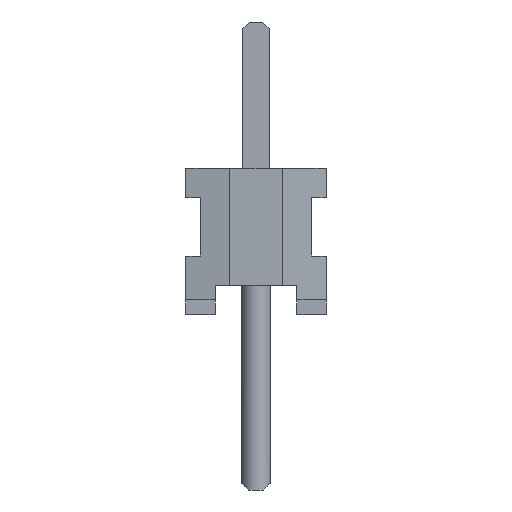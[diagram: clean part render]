
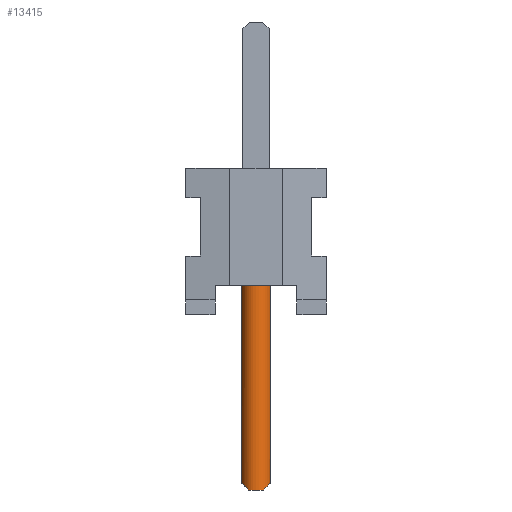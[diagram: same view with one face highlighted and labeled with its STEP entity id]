
A CAD part, left-side view. The second image highlights one B-rep face of the part: STEP entity #13415.
In plain terms, the highlighted cylindrical face has radius 0.254 mm (diameter 0.508 mm), a full revolution.
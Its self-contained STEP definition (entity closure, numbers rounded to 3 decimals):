
#12521 = EDGE_CURVE('',#12522,#12524,#12526,.T.);
#12522 = VERTEX_POINT('',#12523);
#12523 = CARTESIAN_POINT('',(-5.969,0.,1.27));
#12524 = VERTEX_POINT('',#12525);
#12525 = CARTESIAN_POINT('',(-5.495,0.127,1.27));
#12526 = CIRCLE('',#12527,0.254);
#12527 = AXIS2_PLACEMENT_3D('',#12528,#12529,#12530);
#12528 = CARTESIAN_POINT('',(-5.715,0.,1.27));
#12529 = DIRECTION('',(0.,0.,1.));
#12530 = DIRECTION('',(1.,0.,0.));
#12532 = EDGE_CURVE('',#12524,#12522,#12533,.T.);
#12533 = CIRCLE('',#12534,0.254);
#12534 = AXIS2_PLACEMENT_3D('',#12535,#12536,#12537);
#12535 = CARTESIAN_POINT('',(-5.715,0.,1.27));
#12536 = DIRECTION('',(0.,0.,1.));
#12537 = DIRECTION('',(1.,0.,0.));
#13415 = ADVANCED_FACE('',(#13416),#13462,.T.);
#13416 = FACE_BOUND('',#13417,.T.);
#13417 = EDGE_LOOP('',(#13418,#13419,#13426,#13435,#13444,#13453,#13460,
    #13461));
#13418 = ORIENTED_EDGE('',*,*,#12532,.F.);
#13419 = ORIENTED_EDGE('',*,*,#13420,.T.);
#13420 = EDGE_CURVE('',#12524,#13421,#13423,.T.);
#13421 = VERTEX_POINT('',#13422);
#13422 = CARTESIAN_POINT('',(-5.495,0.127,-3.048));
#13423 = B_SPLINE_CURVE_WITH_KNOTS('',1,(#13424,#13425),.UNSPECIFIED.,
  .F.,.F.,(2,2),(0.,4.318),.PIECEWISE_BEZIER_KNOTS.);
#13424 = CARTESIAN_POINT('',(-5.495,0.127,1.27));
#13425 = CARTESIAN_POINT('',(-5.495,0.127,-3.048));
#13426 = ORIENTED_EDGE('',*,*,#13427,.T.);
#13427 = EDGE_CURVE('',#13421,#13428,#13430,.T.);
#13428 = VERTEX_POINT('',#13429);
#13429 = CARTESIAN_POINT('',(-5.935,0.127,-3.048));
#13430 = ELLIPSE('',#13431,0.359,0.254);
#13431 = AXIS2_PLACEMENT_3D('',#13432,#13433,#13434);
#13432 = CARTESIAN_POINT('',(-5.715,0.,-3.175));
#13433 = DIRECTION('',(0.,-0.707,0.707));
#13434 = DIRECTION('',(0.,-0.707,-0.707));
#13435 = ORIENTED_EDGE('',*,*,#13436,.T.);
#13436 = EDGE_CURVE('',#13428,#13437,#13439,.T.);
#13437 = VERTEX_POINT('',#13438);
#13438 = CARTESIAN_POINT('',(-5.935,-0.127,-3.048));
#13439 = CIRCLE('',#13440,0.254);
#13440 = AXIS2_PLACEMENT_3D('',#13441,#13442,#13443);
#13441 = CARTESIAN_POINT('',(-5.715,0.,-3.048));
#13442 = DIRECTION('',(0.,0.,1.));
#13443 = DIRECTION('',(0.,-1.,0.));
#13444 = ORIENTED_EDGE('',*,*,#13445,.T.);
#13445 = EDGE_CURVE('',#13437,#13446,#13448,.T.);
#13446 = VERTEX_POINT('',#13447);
#13447 = CARTESIAN_POINT('',(-5.495,-0.127,-3.048));
#13448 = ELLIPSE('',#13449,0.359,0.254);
#13449 = AXIS2_PLACEMENT_3D('',#13450,#13451,#13452);
#13450 = CARTESIAN_POINT('',(-5.715,0.,-3.175));
#13451 = DIRECTION('',(0.,0.707,0.707));
#13452 = DIRECTION('',(0.,0.707,-0.707));
#13453 = ORIENTED_EDGE('',*,*,#13454,.T.);
#13454 = EDGE_CURVE('',#13446,#13421,#13455,.T.);
#13455 = CIRCLE('',#13456,0.254);
#13456 = AXIS2_PLACEMENT_3D('',#13457,#13458,#13459);
#13457 = CARTESIAN_POINT('',(-5.715,0.,-3.048));
#13458 = DIRECTION('',(0.,0.,1.));
#13459 = DIRECTION('',(0.,-1.,0.));
#13460 = ORIENTED_EDGE('',*,*,#13420,.F.);
#13461 = ORIENTED_EDGE('',*,*,#12521,.F.);
#13462 = CYLINDRICAL_SURFACE('',#13463,0.254);
#13463 = AXIS2_PLACEMENT_3D('',#13464,#13465,#13466);
#13464 = CARTESIAN_POINT('',(-5.715,0.,1.27));
#13465 = DIRECTION('',(0.,0.,-1.));
#13466 = DIRECTION('',(0.,1.,0.));
